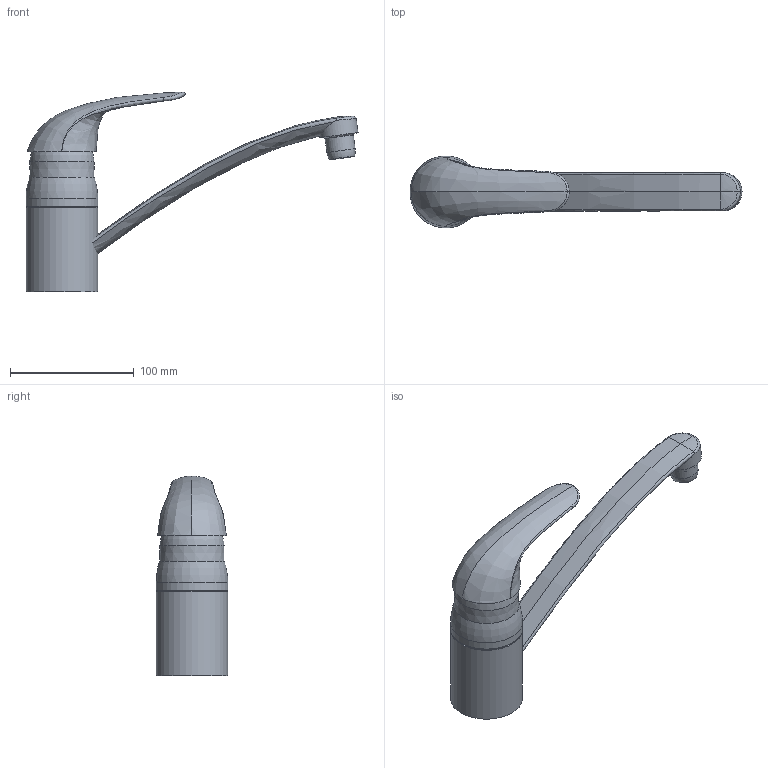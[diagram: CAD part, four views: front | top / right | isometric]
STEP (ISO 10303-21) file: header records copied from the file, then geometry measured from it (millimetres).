
FILE_DESCRIPTION(/* description */ ('Unknown'),/* implementation_level */ '2;1');
FILE_NAME(/* name */ '32750000',/* time_stamp */ '2022-09-09T13:37:24+02:00',/* author */ ('Unknown'),/* organization */ ('GROHE AG'),/* preprocessor_version */ 'ST-DEVELOPER v16.7',/* originating_system */ 'DEX',/* authorisation */ $);
FILE_SCHEMA (('AUTOMOTIVE_DESIGN {1 0 10303 214 3 1 1}'));
Length unit declared in the file: millimetre
Products named in the file (5): 32750000; 32750000_0; 32750000_1; id118
Assembly tree (4 placements, depth 2):
  32750000
    32750000
    32750000_0
    32750000_1
    id118
Bounding box: 268.06 x 58 x 161.23 mm (x, y, z)
Volume: 259168.5 mm3; surface area: 62356.8 mm2
Topology: 3 solids, 8 shells, 43 faces, 88 edges, 53 vertices
Faces by surface type: bspline 20, plane 9, cylinder 8, cone 3, torus 2, sphere 1
Full cylindrical faces by diameter (mm): 18 x1, 22 x1, 23 x1, 57 x1, 58 x2
Entity records: 3642 total; most frequent: CARTESIAN_POINT 2640, ORIENTED_EDGE 133, DIRECTION 100, EDGE_CURVE 73, EDGE_LOOP 57, FACE_BOUND 57, VERTEX_POINT 52, B_SPLINE_CURVE_WITH_KNOTS 51
